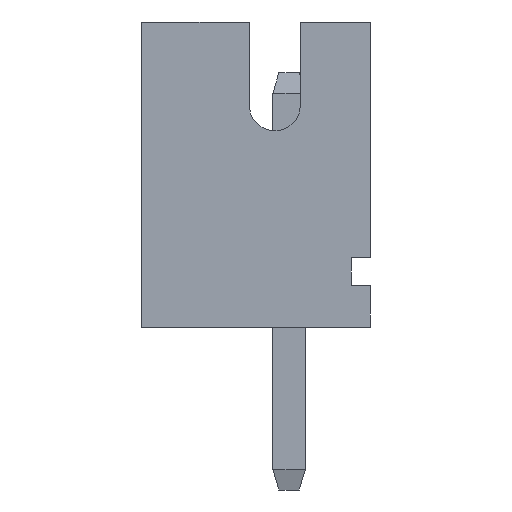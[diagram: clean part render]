
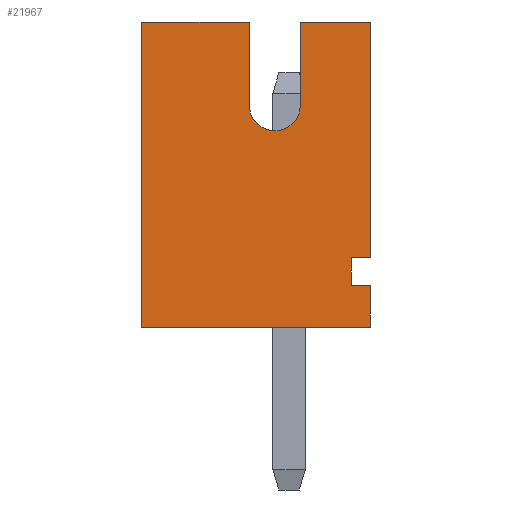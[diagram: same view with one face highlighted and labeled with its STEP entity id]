
A CAD part, left-side view. The second image highlights one B-rep face of the part: STEP entity #21967.
In plain terms, the highlighted planar face has unit normal (-1, 0, 0).
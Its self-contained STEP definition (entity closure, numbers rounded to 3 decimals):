
#68 = DIRECTION ( 'NONE',  ( 0., -1., 0. ) ) ;
#108 = CARTESIAN_POINT ( 'NONE',  ( -11., -2.25, 6. ) ) ;
#370 = VECTOR ( 'NONE', #12350, 1000. ) ;
#638 = CARTESIAN_POINT ( 'NONE',  ( -11., -1.87, 6. ) ) ;
#691 = ORIENTED_EDGE ( 'NONE', *, *, #3200, .F. ) ;
#717 = LINE ( 'NONE', #14976, #15274 ) ;
#724 = CARTESIAN_POINT ( 'NONE',  ( -11., 2.25, 0. ) ) ;
#817 = DIRECTION ( 'NONE',  ( 0., 0., 1. ) ) ;
#937 = DIRECTION ( 'NONE',  ( 0., 0., 1. ) ) ;
#1046 = DIRECTION ( 'NONE',  ( 1., 0., 0. ) ) ;
#1187 = VERTEX_POINT ( 'NONE', #15790 ) ;
#1557 = EDGE_CURVE ( 'NONE', #16619, #20790, #16671, .T. ) ;
#1559 = DIRECTION ( 'NONE',  ( 1., 0., 0. ) ) ;
#1788 = CARTESIAN_POINT ( 'NONE',  ( -11., -2.25, 0. ) ) ;
#1918 = EDGE_CURVE ( 'NONE', #16580, #9856, #19600, .T. ) ;
#2428 = DIRECTION ( 'NONE',  ( 0., 0., -1. ) ) ;
#2680 = CARTESIAN_POINT ( 'NONE',  ( -11., -1.87, 1.37 ) ) ;
#2715 = CARTESIAN_POINT ( 'NONE',  ( -11., -2.25, 0.82 ) ) ;
#2757 = VERTEX_POINT ( 'NONE', #724 ) ;
#2760 = DIRECTION ( 'NONE',  ( 0., 0., -1. ) ) ;
#3184 = LINE ( 'NONE', #13810, #20515 ) ;
#3200 = EDGE_CURVE ( 'NONE', #4118, #1187, #7102, .T. ) ;
#3265 = LINE ( 'NONE', #17185, #19409 ) ;
#3314 = VERTEX_POINT ( 'NONE', #14900 ) ;
#3390 = CARTESIAN_POINT ( 'NONE',  ( -11., -2.25, 1.37 ) ) ;
#3649 = VERTEX_POINT ( 'NONE', #14863 ) ;
#3832 = CARTESIAN_POINT ( 'NONE',  ( -11., -2.25, 6. ) ) ;
#4013 = ORIENTED_EDGE ( 'NONE', *, *, #16993, .T. ) ;
#4118 = VERTEX_POINT ( 'NONE', #17420 ) ;
#4697 = EDGE_CURVE ( 'NONE', #3314, #22892, #7312, .T. ) ;
#4813 = VECTOR ( 'NONE', #2428, 1000. ) ;
#5853 = AXIS2_PLACEMENT_3D ( 'NONE', #8792, #1559, #15943 ) ;
#5980 = DIRECTION ( 'NONE',  ( 1., 0., 0. ) ) ;
#6286 = VECTOR ( 'NONE', #14575, 1000. ) ;
#6319 = DIRECTION ( 'NONE',  ( 0., 0., 1. ) ) ;
#6544 = DIRECTION ( 'NONE',  ( 0., 0., 1. ) ) ;
#6852 = VECTOR ( 'NONE', #17216, 1000. ) ;
#7011 = ORIENTED_EDGE ( 'NONE', *, *, #14854, .T. ) ;
#7083 = LINE ( 'NONE', #1788, #370 ) ;
#7102 = LINE ( 'NONE', #3832, #22622 ) ;
#7312 = CIRCLE ( 'NONE', #5853, 0.5 ) ;
#7823 = ORIENTED_EDGE ( 'NONE', *, *, #19331, .T. ) ;
#7938 = CARTESIAN_POINT ( 'NONE',  ( -11., -2.25, 6. ) ) ;
#8389 = ORIENTED_EDGE ( 'NONE', *, *, #23101, .F. ) ;
#8441 = ORIENTED_EDGE ( 'NONE', *, *, #18010, .F. ) ;
#8630 = CIRCLE ( 'NONE', #17221, 0.5 ) ;
#8634 = VERTEX_POINT ( 'NONE', #22902 ) ;
#8792 = CARTESIAN_POINT ( 'NONE',  ( -11., -0.37, 4.36 ) ) ;
#8970 = DIRECTION ( 'NONE',  ( 0., -1., 0. ) ) ;
#9206 = CARTESIAN_POINT ( 'NONE',  ( -11., -1.87, 0.82 ) ) ;
#9219 = CARTESIAN_POINT ( 'NONE',  ( -11., 2.25, 6. ) ) ;
#9584 = EDGE_CURVE ( 'NONE', #3649, #20790, #15217, .T. ) ;
#9811 = PLANE ( 'NONE',  #19348 ) ;
#9856 = VERTEX_POINT ( 'NONE', #3390 ) ;
#10094 = VERTEX_POINT ( 'NONE', #13729 ) ;
#10163 = ORIENTED_EDGE ( 'NONE', *, *, #18378, .F. ) ;
#11338 = CARTESIAN_POINT ( 'NONE',  ( -11., 0.13, 6. ) ) ;
#11463 = ORIENTED_EDGE ( 'NONE', *, *, #21942, .T. ) ;
#12350 = DIRECTION ( 'NONE',  ( 0., -1., 0. ) ) ;
#13206 = FACE_OUTER_BOUND ( 'NONE', #13427, .T. ) ;
#13427 = EDGE_LOOP ( 'NONE', ( #8441, #15169, #8389, #16737, #4013, #14861, #11463, #691, #7011, #7823, #10163, #15074, #16154 ) ) ;
#13684 = VECTOR ( 'NONE', #817, 1000. ) ;
#13729 = CARTESIAN_POINT ( 'NONE',  ( -11., -0.87, 6. ) ) ;
#13810 = CARTESIAN_POINT ( 'NONE',  ( -11., -2.25, 6. ) ) ;
#14575 = DIRECTION ( 'NONE',  ( 0., 1., 0. ) ) ;
#14854 = EDGE_CURVE ( 'NONE', #4118, #2757, #16587, .T. ) ;
#14861 = ORIENTED_EDGE ( 'NONE', *, *, #4697, .T. ) ;
#14863 = CARTESIAN_POINT ( 'NONE',  ( -11., -2.25, 0.82 ) ) ;
#14900 = CARTESIAN_POINT ( 'NONE',  ( -11., -0.37, 3.86 ) ) ;
#14976 = CARTESIAN_POINT ( 'NONE',  ( -11., -2.25, 6. ) ) ;
#15074 = ORIENTED_EDGE ( 'NONE', *, *, #9584, .T. ) ;
#15097 = DIRECTION ( 'NONE',  ( 0., 0., -1. ) ) ;
#15169 = ORIENTED_EDGE ( 'NONE', *, *, #1918, .F. ) ;
#15217 = LINE ( 'NONE', #2715, #6852 ) ;
#15274 = VECTOR ( 'NONE', #15097, 1000. ) ;
#15306 = CARTESIAN_POINT ( 'NONE',  ( -11., -0.37, 4.36 ) ) ;
#15735 = VERTEX_POINT ( 'NONE', #19824 ) ;
#15790 = CARTESIAN_POINT ( 'NONE',  ( -11., 0.13, 6. ) ) ;
#15943 = DIRECTION ( 'NONE',  ( 0., 0., 1. ) ) ;
#16154 = ORIENTED_EDGE ( 'NONE', *, *, #1557, .F. ) ;
#16580 = VERTEX_POINT ( 'NONE', #7938 ) ;
#16587 = LINE ( 'NONE', #9219, #4813 ) ;
#16619 = VERTEX_POINT ( 'NONE', #2680 ) ;
#16671 = LINE ( 'NONE', #638, #18134 ) ;
#16737 = ORIENTED_EDGE ( 'NONE', *, *, #17764, .F. ) ;
#16993 = EDGE_CURVE ( 'NONE', #15735, #3314, #8630, .T. ) ;
#17185 = CARTESIAN_POINT ( 'NONE',  ( -11., -0.87, 6. ) ) ;
#17216 = DIRECTION ( 'NONE',  ( 0., 1., 0. ) ) ;
#17221 = AXIS2_PLACEMENT_3D ( 'NONE', #15306, #1046, #6544 ) ;
#17420 = CARTESIAN_POINT ( 'NONE',  ( -11., 2.25, 6. ) ) ;
#17764 = EDGE_CURVE ( 'NONE', #15735, #10094, #3265, .T. ) ;
#18010 = EDGE_CURVE ( 'NONE', #9856, #16619, #20143, .T. ) ;
#18114 = CARTESIAN_POINT ( 'NONE',  ( -11., -2.25, 1.37 ) ) ;
#18134 = VECTOR ( 'NONE', #2760, 1000. ) ;
#18378 = EDGE_CURVE ( 'NONE', #3649, #8634, #717, .T. ) ;
#18389 = LINE ( 'NONE', #11338, #13684 ) ;
#19331 = EDGE_CURVE ( 'NONE', #2757, #8634, #7083, .T. ) ;
#19348 = AXIS2_PLACEMENT_3D ( 'NONE', #22068, #5980, #6319 ) ;
#19409 = VECTOR ( 'NONE', #937, 1000. ) ;
#19600 = LINE ( 'NONE', #108, #21575 ) ;
#19741 = CARTESIAN_POINT ( 'NONE',  ( -11., 0.13, 4.36 ) ) ;
#19824 = CARTESIAN_POINT ( 'NONE',  ( -11., -0.87, 4.36 ) ) ;
#20143 = LINE ( 'NONE', #18114, #6286 ) ;
#20515 = VECTOR ( 'NONE', #8970, 1000. ) ;
#20790 = VERTEX_POINT ( 'NONE', #9206 ) ;
#21490 = DIRECTION ( 'NONE',  ( 0., 0., -1. ) ) ;
#21575 = VECTOR ( 'NONE', #21490, 1000. ) ;
#21942 = EDGE_CURVE ( 'NONE', #22892, #1187, #18389, .T. ) ;
#21967 = ADVANCED_FACE ( 'NONE', ( #13206 ), #9811, .F. ) ;
#22068 = CARTESIAN_POINT ( 'NONE',  ( -11., -2.25, 6. ) ) ;
#22622 = VECTOR ( 'NONE', #68, 1000. ) ;
#22892 = VERTEX_POINT ( 'NONE', #19741 ) ;
#22902 = CARTESIAN_POINT ( 'NONE',  ( -11., -2.25, 0. ) ) ;
#23101 = EDGE_CURVE ( 'NONE', #10094, #16580, #3184, .T. ) ;
